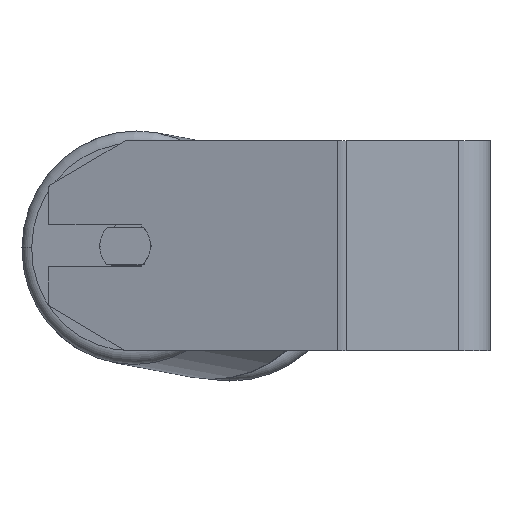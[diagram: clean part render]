
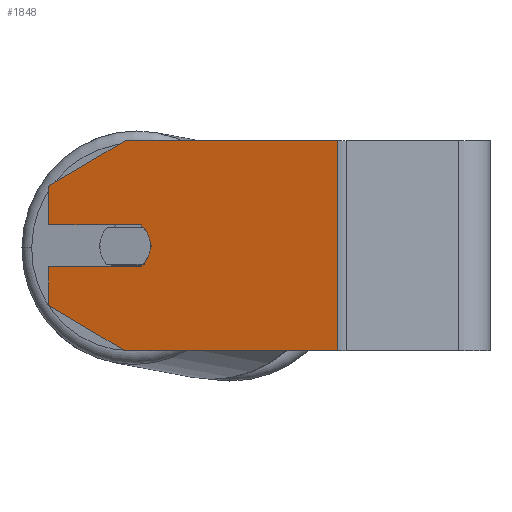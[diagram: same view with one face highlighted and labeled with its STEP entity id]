
A CAD part, left-side view. The second image highlights one B-rep face of the part: STEP entity #1848.
In plain terms, the highlighted planar face has unit normal (-0.966, 0.259, 0).
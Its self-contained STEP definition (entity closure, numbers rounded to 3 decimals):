
#35 = VERTEX_POINT ( 'NONE', #1881 ) ;
#154 = CARTESIAN_POINT ( 'NONE',  ( -229.439, 133.109, -8. ) ) ;
#205 = CARTESIAN_POINT ( 'NONE',  ( -220.121, 167.882, -40. ) ) ;
#401 = CARTESIAN_POINT ( 'NONE',  ( -227.886, 138.905, -40. ) ) ;
#572 = EDGE_CURVE ( 'NONE', #7389, #35, #3309, .T. ) ;
#588 = VECTOR ( 'NONE', #1987, 1000. ) ;
#650 = VECTOR ( 'NONE', #3861, 1000. ) ;
#867 = CIRCLE ( 'NONE', #1959, 10. ) ;
#937 = DIRECTION ( 'NONE',  ( -0.259, -0.966, 0. ) ) ;
#1441 = VECTOR ( 'NONE', #7104, 1000. ) ;
#1452 = VECTOR ( 'NONE', #6861, 1000. ) ;
#1471 = EDGE_CURVE ( 'NONE', #6497, #3416, #3842, .T. ) ;
#1544 = ORIENTED_EDGE ( 'NONE', *, *, #572, .T. ) ;
#1611 = DIRECTION ( 'NONE',  ( 0.966, -0.259, 0. ) ) ;
#1676 = AXIS2_PLACEMENT_3D ( 'NONE', #5529, #1611, #8174 ) ;
#1848 = ADVANCED_FACE ( 'NONE', ( #4160 ), #2880, .F. ) ;
#1881 = CARTESIAN_POINT ( 'NONE',  ( -249.591, 57.898, -40. ) ) ;
#1886 = CARTESIAN_POINT ( 'NONE',  ( -220.121, 167.882, 40. ) ) ;
#1892 = ORIENTED_EDGE ( 'NONE', *, *, #2226, .F. ) ;
#1914 = CARTESIAN_POINT ( 'NONE',  ( -220.121, 167.882, 22.679 ) ) ;
#1934 = CARTESIAN_POINT ( 'NONE',  ( -227.886, 138.905, -40. ) ) ;
#1959 = AXIS2_PLACEMENT_3D ( 'NONE', #7582, #5063, #5580 ) ;
#1987 = DIRECTION ( 'NONE',  ( 0., 0., -1. ) ) ;
#2008 = ORIENTED_EDGE ( 'NONE', *, *, #3992, .F. ) ;
#2042 = EDGE_CURVE ( 'NONE', #2067, #35, #5219, .T. ) ;
#2067 = VERTEX_POINT ( 'NONE', #2709 ) ;
#2222 = CARTESIAN_POINT ( 'NONE',  ( -230.474, 129.245, 0. ) ) ;
#2226 = EDGE_CURVE ( 'NONE', #3416, #6369, #867, .T. ) ;
#2309 = LINE ( 'NONE', #5716, #1452 ) ;
#2472 = VECTOR ( 'NONE', #5997, 1000. ) ;
#2562 = EDGE_CURVE ( 'NONE', #3086, #6497, #3399, .T. ) ;
#2699 = VECTOR ( 'NONE', #4524, 1000. ) ;
#2709 = CARTESIAN_POINT ( 'NONE',  ( -249.591, 57.898, 40. ) ) ;
#2880 = PLANE ( 'NONE',  #1676 ) ;
#2884 = CARTESIAN_POINT ( 'NONE',  ( -229.439, 133.109, -8. ) ) ;
#2971 = VECTOR ( 'NONE', #5760, 1000. ) ;
#3086 = VERTEX_POINT ( 'NONE', #6360 ) ;
#3105 = ORIENTED_EDGE ( 'NONE', *, *, #6541, .T. ) ;
#3254 = VERTEX_POINT ( 'NONE', #4516 ) ;
#3290 = CARTESIAN_POINT ( 'NONE',  ( -229.439, 133.109, 8. ) ) ;
#3309 = LINE ( 'NONE', #205, #2472 ) ;
#3399 = LINE ( 'NONE', #2884, #6170 ) ;
#3412 = ORIENTED_EDGE ( 'NONE', *, *, #2562, .F. ) ;
#3416 = VERTEX_POINT ( 'NONE', #2222 ) ;
#3442 = AXIS2_PLACEMENT_3D ( 'NONE', #3606, #4168, #937 ) ;
#3606 = CARTESIAN_POINT ( 'NONE',  ( -227.886, 138.905, 0. ) ) ;
#3819 = LINE ( 'NONE', #1914, #650 ) ;
#3842 = CIRCLE ( 'NONE', #3442, 10. ) ;
#3861 = DIRECTION ( 'NONE',  ( 0.224, 0.837, -0.5 ) ) ;
#3992 = EDGE_CURVE ( 'NONE', #4084, #2067, #8395, .T. ) ;
#4084 = VERTEX_POINT ( 'NONE', #5318 ) ;
#4104 = EDGE_CURVE ( 'NONE', #6369, #3254, #8010, .T. ) ;
#4114 = CARTESIAN_POINT ( 'NONE',  ( -229.439, 133.109, 8. ) ) ;
#4160 = FACE_OUTER_BOUND ( 'NONE', #7640, .T. ) ;
#4168 = DIRECTION ( 'NONE',  ( -0.966, 0.259, 0. ) ) ;
#4516 = CARTESIAN_POINT ( 'NONE',  ( -220.121, 167.882, 8. ) ) ;
#4524 = DIRECTION ( 'NONE',  ( -0.224, -0.837, -0.5 ) ) ;
#5049 = ORIENTED_EDGE ( 'NONE', *, *, #4104, .F. ) ;
#5063 = DIRECTION ( 'NONE',  ( -0.966, 0.259, 0. ) ) ;
#5174 = LINE ( 'NONE', #1934, #2699 ) ;
#5219 = LINE ( 'NONE', #7823, #588 ) ;
#5318 = CARTESIAN_POINT ( 'NONE',  ( -227.886, 138.905, 40. ) ) ;
#5491 = DIRECTION ( 'NONE',  ( -0.259, -0.966, 0. ) ) ;
#5529 = CARTESIAN_POINT ( 'NONE',  ( -220.121, 167.882, 40. ) ) ;
#5580 = DIRECTION ( 'NONE',  ( -0.259, -0.966, 0. ) ) ;
#5716 = CARTESIAN_POINT ( 'NONE',  ( -220.121, 167.882, 40. ) ) ;
#5760 = DIRECTION ( 'NONE',  ( 0., 0., -1. ) ) ;
#5804 = LINE ( 'NONE', #1886, #2971 ) ;
#5827 = CARTESIAN_POINT ( 'NONE',  ( -220.121, 167.882, 40. ) ) ;
#5983 = CARTESIAN_POINT ( 'NONE',  ( -220.121, 167.882, 22.679 ) ) ;
#5997 = DIRECTION ( 'NONE',  ( -0.259, -0.966, 0. ) ) ;
#6170 = VECTOR ( 'NONE', #5491, 1000. ) ;
#6360 = CARTESIAN_POINT ( 'NONE',  ( -220.121, 167.882, -8. ) ) ;
#6369 = VERTEX_POINT ( 'NONE', #3290 ) ;
#6382 = ORIENTED_EDGE ( 'NONE', *, *, #7947, .T. ) ;
#6432 = ORIENTED_EDGE ( 'NONE', *, *, #7529, .T. ) ;
#6497 = VERTEX_POINT ( 'NONE', #154 ) ;
#6534 = ORIENTED_EDGE ( 'NONE', *, *, #1471, .F. ) ;
#6541 = EDGE_CURVE ( 'NONE', #7486, #3254, #2309, .T. ) ;
#6598 = DIRECTION ( 'NONE',  ( 0.259, 0.966, 0. ) ) ;
#6705 = ORIENTED_EDGE ( 'NONE', *, *, #7164, .T. ) ;
#6753 = VECTOR ( 'NONE', #6598, 1000. ) ;
#6861 = DIRECTION ( 'NONE',  ( 0., 0., -1. ) ) ;
#7060 = VERTEX_POINT ( 'NONE', #7153 ) ;
#7104 = DIRECTION ( 'NONE',  ( -0.259, -0.966, 0. ) ) ;
#7153 = CARTESIAN_POINT ( 'NONE',  ( -220.121, 167.882, -22.679 ) ) ;
#7164 = EDGE_CURVE ( 'NONE', #4084, #7486, #3819, .T. ) ;
#7389 = VERTEX_POINT ( 'NONE', #401 ) ;
#7486 = VERTEX_POINT ( 'NONE', #5983 ) ;
#7512 = ORIENTED_EDGE ( 'NONE', *, *, #2042, .F. ) ;
#7529 = EDGE_CURVE ( 'NONE', #7060, #7389, #5174, .T. ) ;
#7582 = CARTESIAN_POINT ( 'NONE',  ( -227.886, 138.905, 0. ) ) ;
#7640 = EDGE_LOOP ( 'NONE', ( #6534, #3412, #6382, #6432, #1544, #7512, #2008, #6705, #3105, #5049, #1892 ) ) ;
#7823 = CARTESIAN_POINT ( 'NONE',  ( -249.591, 57.898, 40. ) ) ;
#7947 = EDGE_CURVE ( 'NONE', #3086, #7060, #5804, .T. ) ;
#8010 = LINE ( 'NONE', #4114, #6753 ) ;
#8174 = DIRECTION ( 'NONE',  ( 0.259, 0.966, 0. ) ) ;
#8395 = LINE ( 'NONE', #5827, #1441 ) ;
